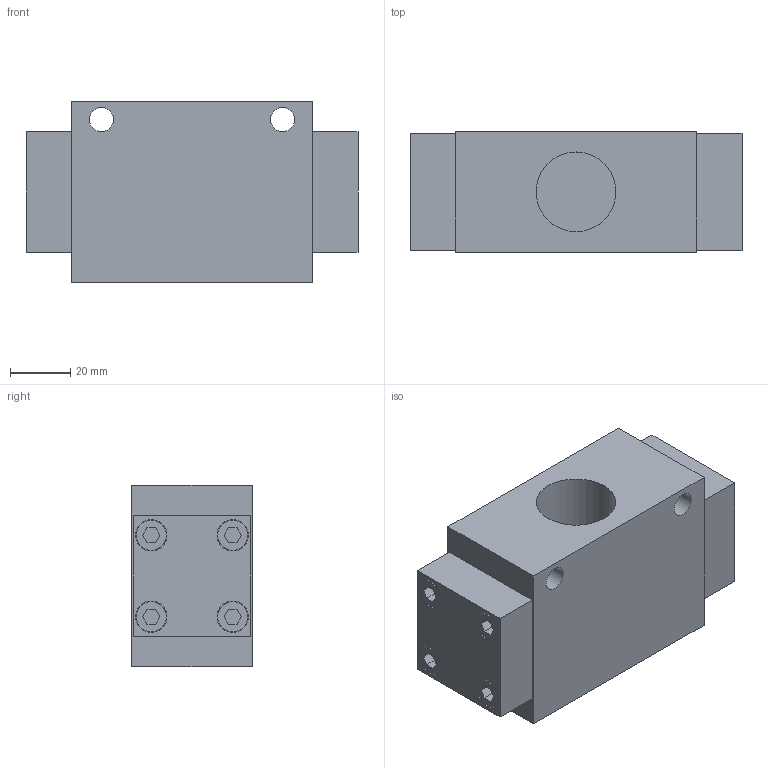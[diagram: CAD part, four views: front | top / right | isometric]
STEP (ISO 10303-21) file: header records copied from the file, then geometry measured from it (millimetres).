
FILE_DESCRIPTION( ( 'STEP AP214' ), '1' );
FILE_NAME( 'FLOW DIVIDER HAWE TQ 43.stp', '2019-09-16T11:10:03', ( '' ), ( '' ), ' ', 'PARTsolutions', ' ' );
FILE_SCHEMA( ( 'AUTOMOTIVE_DESIGN { 1 0 10303 214 1 1 1 1 }' ) );
Length unit declared in the file: millimetre
Products named in the file (4): 236709215 HAWE TQ 43 A.; _HAWE TQ 43 A.; _HAWE Platte 7381 118; _HAWE ZylSc DIN4762 M6x16
Assembly tree (11 placements, depth 2):
  236709215 HAWE TQ 43 A.
    _HAWE TQ 43 A.
    _HAWE Platte 7381 118  x2
    _HAWE ZylSc DIN4762 M6x16  x8
Bounding box: 110 x 40 x 60 mm (x, y, z)
Volume: 181298.2 mm3; surface area: 53513.5 mm2
Topology: 11 solids, 11 shells, 179 faces, 356 edges, 242 vertices
Faces by surface type: plane 125, cylinder 52, cone 2
Full cylindrical faces by diameter (mm): 6 x16, 6.4 x8, 8 x2, 10 x8, 10.4 x8, 18.6 x1, 19.2 x2, 20.96 x2, 21.5 x2, 26.44 x1, 28.5 x2
Entity records: 2290 total; most frequent: DIRECTION 316, CARTESIAN_POINT 263, ORIENTED_EDGE 196, AXIS2_PLACEMENT_3D 137, EDGE_LOOP 132, EDGE_CURVE 98, FACE_OUTER_BOUND 96, VERTEX_POINT 84
